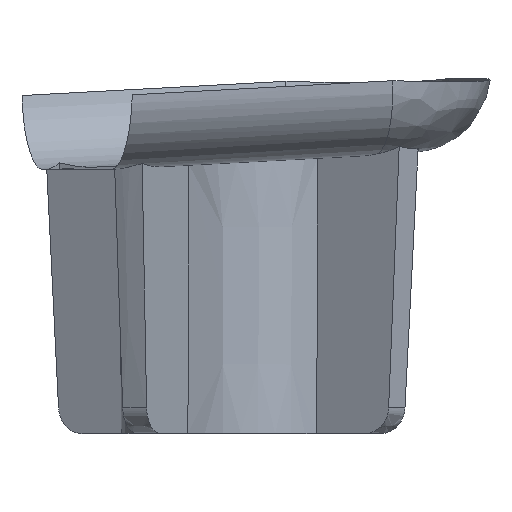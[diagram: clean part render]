
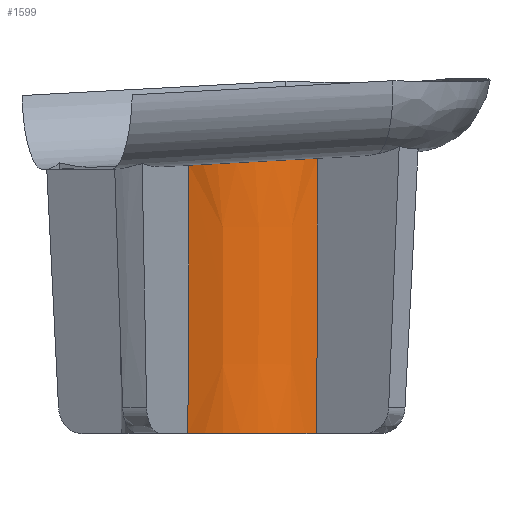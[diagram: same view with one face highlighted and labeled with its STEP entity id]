
A CAD part, top view. The second image highlights one B-rep face of the part: STEP entity #1599.
In plain terms, the highlighted conical face has half-angle 0.5 degrees and reference radius 4 mm.
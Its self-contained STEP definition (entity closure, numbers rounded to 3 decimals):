
#1599 = ADVANCED_FACE('',(#1600),#1618,.T.);
#1600 = FACE_BOUND('',#1601,.T.);
#1601 = EDGE_LOOP('',(#1602,#1628,#1644,#1663));
#1602 = ORIENTED_EDGE('',*,*,#1603,.T.);
#1603 = EDGE_CURVE('',#1604,#1606,#1608,.T.);
#1604 = VERTEX_POINT('',#1605);
#1605 = CARTESIAN_POINT('',(1721.383,-744.7,1047.396
    ));
#1606 = VERTEX_POINT('',#1607);
#1607 = CARTESIAN_POINT('',(1721.406,-734.573,
    1047.512));
#1608 = SURFACE_CURVE('',#1609,(#1617),.PCURVE_S1.);
#1609 = B_SPLINE_CURVE_WITH_KNOTS('',3,(#1610,#1611,#1612,#1613,#1614,
    #1615,#1616),.UNSPECIFIED.,.F.,.F.,(4,3,4),(0.,0.783,1.),
  .UNSPECIFIED.);
#1610 = CARTESIAN_POINT('',(1721.383,-744.7,1047.396
    ));
#1611 = CARTESIAN_POINT('',(1721.389,-742.057,
    1047.427));
#1612 = CARTESIAN_POINT('',(1721.395,-739.413,
    1047.457));
#1613 = CARTESIAN_POINT('',(1721.401,-736.77,
    1047.487));
#1614 = CARTESIAN_POINT('',(1721.403,-736.038,
    1047.495));
#1615 = CARTESIAN_POINT('',(1721.404,-735.305,
    1047.503));
#1616 = CARTESIAN_POINT('',(1721.406,-734.573,
    1047.512));
#1617 = PCURVE('',#1618,#1623);
#1618 = CONICAL_SURFACE('',#1619,4.,0.009);
#1619 = AXIS2_PLACEMENT_3D('',#1620,#1621,#1622);
#1620 = CARTESIAN_POINT('',(1718.196,-744.7,1044.979
    ));
#1621 = DIRECTION('',(0.,1.,0.));
#1622 = DIRECTION('',(0.866,-0.,0.5));
#1623 = DEFINITIONAL_REPRESENTATION('',(#1624),#1627);
#1624 = B_SPLINE_CURVE_WITH_KNOTS('',1,(#1625,#1626),.UNSPECIFIED.,.F.,
  .F.,(2,2),(0.,1.),.PIECEWISE_BEZIER_KNOTS.);
#1625 = CARTESIAN_POINT('',(6.158,0.));
#1626 = CARTESIAN_POINT('',(6.139,10.127));
#1627 = ( GEOMETRIC_REPRESENTATION_CONTEXT(2) 
PARAMETRIC_REPRESENTATION_CONTEXT() REPRESENTATION_CONTEXT('2D SPACE',''
  ) );
#1628 = ORIENTED_EDGE('',*,*,#1629,.T.);
#1629 = EDGE_CURVE('',#1606,#1630,#1632,.T.);
#1630 = VERTEX_POINT('',#1631);
#1631 = CARTESIAN_POINT('',(1716.682,-734.83,
    1048.774));
#1632 = SURFACE_CURVE('',#1633,(#1638),.PCURVE_S1.);
#1633 = ELLIPSE('',#1634,4.093,4.087);
#1634 = AXIS2_PLACEMENT_3D('',#1635,#1636,#1637);
#1635 = CARTESIAN_POINT('',(1718.198,-734.7,
    1044.979));
#1636 = DIRECTION('',(0.05,-0.999,
    -0.014));
#1637 = DIRECTION('',(0.963,0.052,-0.263)
  );
#1638 = PCURVE('',#1618,#1639);
#1639 = DEFINITIONAL_REPRESENTATION('',(#1640),#1643);
#1640 = B_SPLINE_CURVE_WITH_KNOTS('',1,(#1641,#1642),.UNSPECIFIED.,.F.,
  .F.,(2,2),(0.935,2.217),.PIECEWISE_BEZIER_KNOTS.);
#1641 = CARTESIAN_POINT('',(6.139,10.127));
#1642 = CARTESIAN_POINT('',(4.856,9.87));
#1643 = ( GEOMETRIC_REPRESENTATION_CONTEXT(2) 
PARAMETRIC_REPRESENTATION_CONTEXT() REPRESENTATION_CONTEXT('2D SPACE',''
  ) );
#1644 = ORIENTED_EDGE('',*,*,#1645,.F.);
#1645 = EDGE_CURVE('',#1646,#1630,#1648,.T.);
#1646 = VERTEX_POINT('',#1647);
#1647 = CARTESIAN_POINT('',(1716.645,-744.7,1048.666
    ));
#1648 = SURFACE_CURVE('',#1649,(#1657),.PCURVE_S1.);
#1649 = B_SPLINE_CURVE_WITH_KNOTS('',3,(#1650,#1651,#1652,#1653,#1654,
    #1655,#1656),.UNSPECIFIED.,.F.,.F.,(4,3,4),(0.,0.367,1.),
  .UNSPECIFIED.);
#1650 = CARTESIAN_POINT('',(1716.645,-744.7,1048.666
    ));
#1651 = CARTESIAN_POINT('',(1716.65,-743.494,
    1048.679));
#1652 = CARTESIAN_POINT('',(1716.654,-742.288,
    1048.693));
#1653 = CARTESIAN_POINT('',(1716.659,-741.081,
    1048.706));
#1654 = CARTESIAN_POINT('',(1716.666,-738.997,
    1048.729));
#1655 = CARTESIAN_POINT('',(1716.674,-736.913,
    1048.752));
#1656 = CARTESIAN_POINT('',(1716.682,-734.83,
    1048.774));
#1657 = PCURVE('',#1618,#1658);
#1658 = DEFINITIONAL_REPRESENTATION('',(#1659),#1662);
#1659 = B_SPLINE_CURVE_WITH_KNOTS('',1,(#1660,#1661),.UNSPECIFIED.,.F.,
  .F.,(2,2),(0.,1.),.PIECEWISE_BEZIER_KNOTS.);
#1660 = CARTESIAN_POINT('',(4.838,0.));
#1661 = CARTESIAN_POINT('',(4.856,9.87));
#1662 = ( GEOMETRIC_REPRESENTATION_CONTEXT(2) 
PARAMETRIC_REPRESENTATION_CONTEXT() REPRESENTATION_CONTEXT('2D SPACE',''
  ) );
#1663 = ORIENTED_EDGE('',*,*,#1664,.T.);
#1664 = EDGE_CURVE('',#1646,#1604,#1665,.T.);
#1665 = SURFACE_CURVE('',#1666,(#1671),.PCURVE_S1.);
#1666 = CIRCLE('',#1667,4.);
#1667 = AXIS2_PLACEMENT_3D('',#1668,#1669,#1670);
#1668 = CARTESIAN_POINT('',(1718.196,-744.7,1044.979
    ));
#1669 = DIRECTION('',(0.,1.,0.));
#1670 = DIRECTION('',(0.866,-0.,0.5));
#1671 = PCURVE('',#1618,#1672);
#1672 = DEFINITIONAL_REPRESENTATION('',(#1673),#1677);
#1673 = LINE('',#1674,#1675);
#1674 = CARTESIAN_POINT('',(0.,0.));
#1675 = VECTOR('',#1676,1.);
#1676 = DIRECTION('',(1.,0.));
#1677 = ( GEOMETRIC_REPRESENTATION_CONTEXT(2) 
PARAMETRIC_REPRESENTATION_CONTEXT() REPRESENTATION_CONTEXT('2D SPACE',''
  ) );
